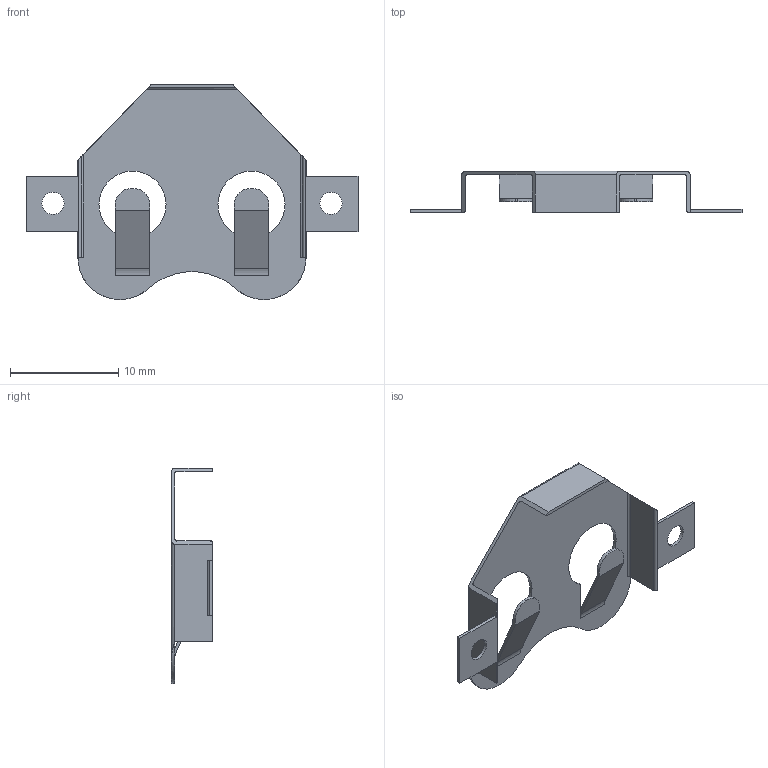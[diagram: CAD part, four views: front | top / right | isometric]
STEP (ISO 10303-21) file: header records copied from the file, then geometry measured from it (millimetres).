
FILE_DESCRIPTION(/* description */ (''),/* implementation_level */ '2;1');
FILE_NAME(/* name */ 'surface mount bat hold.stp',/* time_stamp */ '2015-09-30T17:33:06-05:00',/* author */ ('Nick'),/* organization */ (''),/* preprocessor_version */ 'ST-DEVELOPER v15.6',/* originating_system */ 'Autodesk Inventor 2015',/* authorisation */ '');
FILE_SCHEMA (('AUTOMOTIVE_DESIGN { 1 0 10303 214 3 1 1 }'));
Length unit declared in the file: millimetre
Products named in the file (1): surface mount bat hold
Bounding box: 30.7 x 3.8 x 19.89 mm (x, y, z)
Volume: 133.7 mm3; surface area: 955.1 mm2
Topology: 1 solids, 1 shells, 66 faces, 186 edges, 122 vertices
Faces by surface type: plane 41, cylinder 25
Full cylindrical faces by diameter (mm): 2.058 x2
Entity records: 2215 total; most frequent: CARTESIAN_POINT 379, ORIENTED_EDGE 364, DIRECTION 362, EDGE_CURVE 182, LINE 132, VECTOR 132, VERTEX_POINT 120, AXIS2_PLACEMENT_3D 115
